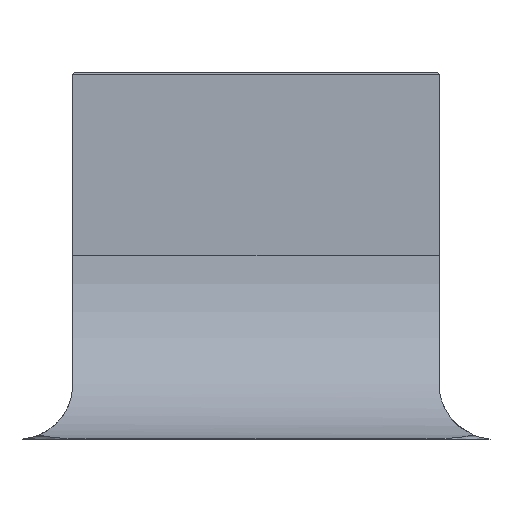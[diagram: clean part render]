
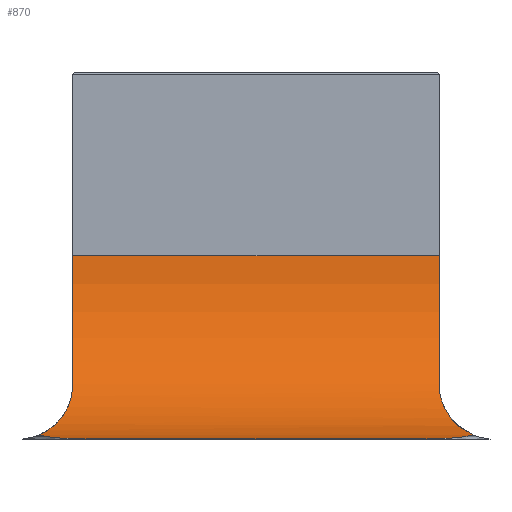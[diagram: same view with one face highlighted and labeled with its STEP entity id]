
A CAD part, left-side view. The second image highlights one B-rep face of the part: STEP entity #870.
In plain terms, the highlighted cylindrical face has radius 1.25 mm (diameter 2.5 mm), a partial arc.
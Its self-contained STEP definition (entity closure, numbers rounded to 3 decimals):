
#478 = EDGE_CURVE('',#479,#481,#483,.T.);
#479 = VERTEX_POINT('',#480);
#480 = CARTESIAN_POINT('',(-1.959,1.25,0.374));
#481 = VERTEX_POINT('',#482);
#482 = CARTESIAN_POINT('',(-2.595,1.482,
    0.027));
#483 = B_SPLINE_CURVE_WITH_KNOTS('',8,(#484,#485,#486,#487,#488,#489,
    #490,#491,#492,#493,#494,#495,#496,#497,#498,#499,#500,#501,#502,
    #503,#504,#505,#506,#507,#508,#509,#510,#511,#512,#513),
  .UNSPECIFIED.,.F.,.F.,(9,7,7,7,9),(0.,0.339,0.722,
    0.895,1.),.UNSPECIFIED.);
#484 = CARTESIAN_POINT('',(-1.959,1.25,0.374));
#485 = CARTESIAN_POINT('',(-1.987,1.25,0.346));
#486 = CARTESIAN_POINT('',(-2.017,1.252,0.318)
  );
#487 = CARTESIAN_POINT('',(-2.047,1.257,0.291
    ));
#488 = CARTESIAN_POINT('',(-2.08,1.264,0.265
    ));
#489 = CARTESIAN_POINT('',(-2.113,1.273,0.24
    ));
#490 = CARTESIAN_POINT('',(-2.147,1.283,0.216
    ));
#491 = CARTESIAN_POINT('',(-2.183,1.296,0.193));
#492 = CARTESIAN_POINT('',(-2.26,1.324,0.148
    ));
#493 = CARTESIAN_POINT('',(-2.302,1.341,0.126
    ));
#494 = CARTESIAN_POINT('',(-2.345,1.36,0.106
    ));
#495 = CARTESIAN_POINT('',(-2.388,1.38,
    0.087));
#496 = CARTESIAN_POINT('',(-2.433,1.401,
    0.071));
#497 = CARTESIAN_POINT('',(-2.478,1.423,
    0.056));
#498 = CARTESIAN_POINT('',(-2.523,1.446,
    0.044));
#499 = CARTESIAN_POINT('',(-2.59,1.48,
    0.028));
#500 = CARTESIAN_POINT('',(-2.61,1.49,
    0.024));
#501 = CARTESIAN_POINT('',(-2.63,1.5,
    0.02));
#502 = CARTESIAN_POINT('',(-2.65,1.51,
    0.017));
#503 = CARTESIAN_POINT('',(-2.671,1.521,
    0.013));
#504 = CARTESIAN_POINT('',(-2.693,1.531,
    0.011));
#505 = CARTESIAN_POINT('',(-2.715,1.542,
    0.008));
#506 = CARTESIAN_POINT('',(-2.749,1.558,
    0.005));
#507 = CARTESIAN_POINT('',(-2.761,1.563,
    0.004));
#508 = CARTESIAN_POINT('',(-2.774,1.569,
    0.003));
#509 = CARTESIAN_POINT('',(-2.788,1.574,
    0.002));
#510 = CARTESIAN_POINT('',(-2.802,1.579,
    0.002));
#511 = CARTESIAN_POINT('',(-2.817,1.584,
    0.001));
#512 = CARTESIAN_POINT('',(-2.833,1.586,
    0.001));
#513 = CARTESIAN_POINT('',(-2.85,1.586,0.001));
#727 = EDGE_CURVE('',#728,#730,#732,.T.);
#728 = VERTEX_POINT('',#729);
#729 = CARTESIAN_POINT('',(-2.595,-1.482,
    0.027));
#730 = VERTEX_POINT('',#731);
#731 = CARTESIAN_POINT('',(-1.959,-1.25,0.374));
#732 = B_SPLINE_CURVE_WITH_KNOTS('',8,(#733,#734,#735,#736,#737,#738,
    #739,#740,#741,#742,#743,#744,#745,#746,#747,#748,#749,#750,#751,
    #752,#753,#754,#755,#756,#757,#758,#759,#760,#761,#762),
  .UNSPECIFIED.,.F.,.F.,(9,7,7,7,9),(0.,0.118,0.277,
    0.658,1.),.UNSPECIFIED.);
#733 = CARTESIAN_POINT('',(-2.85,-1.586,0.001));
#734 = CARTESIAN_POINT('',(-2.831,-1.586,0.001));
#735 = CARTESIAN_POINT('',(-2.814,-1.583,
    0.001));
#736 = CARTESIAN_POINT('',(-2.797,-1.578,
    0.002));
#737 = CARTESIAN_POINT('',(-2.781,-1.572,
    0.003));
#738 = CARTESIAN_POINT('',(-2.766,-1.565,
    0.004));
#739 = CARTESIAN_POINT('',(-2.752,-1.559,
    0.005));
#740 = CARTESIAN_POINT('',(-2.738,-1.553,
    0.006));
#741 = CARTESIAN_POINT('',(-2.704,-1.537,
    0.009));
#742 = CARTESIAN_POINT('',(-2.684,-1.527,
    0.012));
#743 = CARTESIAN_POINT('',(-2.664,-1.517,
    0.015));
#744 = CARTESIAN_POINT('',(-2.645,-1.507,
    0.018));
#745 = CARTESIAN_POINT('',(-2.626,-1.498,
    0.021));
#746 = CARTESIAN_POINT('',(-2.607,-1.488,
    0.025));
#747 = CARTESIAN_POINT('',(-2.588,-1.479,
    0.029));
#748 = CARTESIAN_POINT('',(-2.523,-1.446,
    0.044));
#749 = CARTESIAN_POINT('',(-2.478,-1.423,
    0.056));
#750 = CARTESIAN_POINT('',(-2.433,-1.401,
    0.071));
#751 = CARTESIAN_POINT('',(-2.389,-1.38,
    0.087));
#752 = CARTESIAN_POINT('',(-2.346,-1.361,0.105
    ));
#753 = CARTESIAN_POINT('',(-2.303,-1.342,
    0.125));
#754 = CARTESIAN_POINT('',(-2.262,-1.325,0.147
    ));
#755 = CARTESIAN_POINT('',(-2.184,-1.296,
    0.192));
#756 = CARTESIAN_POINT('',(-2.149,-1.284,0.215
    ));
#757 = CARTESIAN_POINT('',(-2.114,-1.273,
    0.239));
#758 = CARTESIAN_POINT('',(-2.08,-1.264,
    0.264));
#759 = CARTESIAN_POINT('',(-2.048,-1.257,0.29)
  );
#760 = CARTESIAN_POINT('',(-2.017,-1.252,
    0.317));
#761 = CARTESIAN_POINT('',(-1.987,-1.25,0.345));
#762 = CARTESIAN_POINT('',(-1.959,-1.25,0.374));
#870 = ADVANCED_FACE('',(#871),#943,.F.);
#871 = FACE_BOUND('',#872,.T.);
#872 = EDGE_LOOP('',(#873,#882,#883,#902,#910,#927,#928,#937));
#873 = ORIENTED_EDGE('',*,*,#874,.T.);
#874 = EDGE_CURVE('',#875,#479,#877,.T.);
#875 = VERTEX_POINT('',#876);
#876 = CARTESIAN_POINT('',(-1.6,1.25,1.251));
#877 = CIRCLE('',#878,1.25);
#878 = AXIS2_PLACEMENT_3D('',#879,#880,#881);
#879 = CARTESIAN_POINT('',(-2.85,1.25,1.251));
#880 = DIRECTION('',(0.,1.,0.));
#881 = DIRECTION('',(1.,0.,0.));
#882 = ORIENTED_EDGE('',*,*,#478,.T.);
#883 = ORIENTED_EDGE('',*,*,#884,.F.);
#884 = EDGE_CURVE('',#885,#481,#887,.T.);
#885 = VERTEX_POINT('',#886);
#886 = CARTESIAN_POINT('',(-2.85,0.956,0.001));
#887 = B_SPLINE_CURVE_WITH_KNOTS('',7,(#888,#889,#890,#891,#892,#893,
    #894,#895,#896,#897,#898,#899,#900,#901),.UNSPECIFIED.,.F.,.F.,(8,6,
    8),(0.,0.617,1.),.UNSPECIFIED.);
#888 = CARTESIAN_POINT('',(-2.85,0.956,0.001));
#889 = CARTESIAN_POINT('',(-2.85,1.028,0.001));
#890 = CARTESIAN_POINT('',(-2.841,1.1,
    0.001));
#891 = CARTESIAN_POINT('',(-2.823,1.17,
    0.001));
#892 = CARTESIAN_POINT('',(-2.796,1.238,
    0.001));
#893 = CARTESIAN_POINT('',(-2.761,1.303,
    0.003));
#894 = CARTESIAN_POINT('',(-2.718,1.362,
    0.007));
#895 = CARTESIAN_POINT('',(-2.637,1.448,
    0.019));
#896 = CARTESIAN_POINT('',(-2.603,1.479,
    0.025));
#897 = CARTESIAN_POINT('',(-2.567,1.507,
    0.032));
#898 = CARTESIAN_POINT('',(-2.528,1.531,
    0.042));
#899 = CARTESIAN_POINT('',(-2.488,1.553,
    0.053));
#900 = CARTESIAN_POINT('',(-2.447,1.571,
    0.067));
#901 = CARTESIAN_POINT('',(-2.405,1.586,
    0.083));
#902 = ORIENTED_EDGE('',*,*,#903,.T.);
#903 = EDGE_CURVE('',#885,#904,#906,.T.);
#904 = VERTEX_POINT('',#905);
#905 = CARTESIAN_POINT('',(-2.85,-0.956,0.001));
#906 = LINE('',#907,#908);
#907 = CARTESIAN_POINT('',(-2.85,2.,0.001));
#908 = VECTOR('',#909,1.);
#909 = DIRECTION('',(0.,-1.,0.));
#910 = ORIENTED_EDGE('',*,*,#911,.T.);
#911 = EDGE_CURVE('',#904,#728,#912,.T.);
#912 = B_SPLINE_CURVE_WITH_KNOTS('',7,(#913,#914,#915,#916,#917,#918,
    #919,#920,#921,#922,#923,#924,#925,#926),.UNSPECIFIED.,.F.,.F.,(8,6,
    8),(0.,0.616,1.),.UNSPECIFIED.);
#913 = CARTESIAN_POINT('',(-2.85,-0.956,0.001));
#914 = CARTESIAN_POINT('',(-2.85,-1.028,0.001));
#915 = CARTESIAN_POINT('',(-2.841,-1.099,
    0.001));
#916 = CARTESIAN_POINT('',(-2.823,-1.17,
    0.001));
#917 = CARTESIAN_POINT('',(-2.797,-1.238,
    0.001));
#918 = CARTESIAN_POINT('',(-2.761,-1.302,
    0.003));
#919 = CARTESIAN_POINT('',(-2.719,-1.361,
    0.007));
#920 = CARTESIAN_POINT('',(-2.638,-1.447,
    0.019));
#921 = CARTESIAN_POINT('',(-2.604,-1.478,
    0.025));
#922 = CARTESIAN_POINT('',(-2.567,-1.506,
    0.032));
#923 = CARTESIAN_POINT('',(-2.529,-1.531,
    0.042));
#924 = CARTESIAN_POINT('',(-2.489,-1.553,
    0.053));
#925 = CARTESIAN_POINT('',(-2.448,-1.571,
    0.067));
#926 = CARTESIAN_POINT('',(-2.405,-1.586,
    0.083));
#927 = ORIENTED_EDGE('',*,*,#727,.T.);
#928 = ORIENTED_EDGE('',*,*,#929,.F.);
#929 = EDGE_CURVE('',#930,#730,#932,.T.);
#930 = VERTEX_POINT('',#931);
#931 = CARTESIAN_POINT('',(-1.6,-1.25,1.251));
#932 = CIRCLE('',#933,1.25);
#933 = AXIS2_PLACEMENT_3D('',#934,#935,#936);
#934 = CARTESIAN_POINT('',(-2.85,-1.25,1.251));
#935 = DIRECTION('',(0.,1.,0.));
#936 = DIRECTION('',(1.,0.,0.));
#937 = ORIENTED_EDGE('',*,*,#938,.F.);
#938 = EDGE_CURVE('',#875,#930,#939,.T.);
#939 = LINE('',#940,#941);
#940 = CARTESIAN_POINT('',(-1.6,2.,1.251));
#941 = VECTOR('',#942,1.);
#942 = DIRECTION('',(0.,-1.,0.));
#943 = CYLINDRICAL_SURFACE('',#944,1.25);
#944 = AXIS2_PLACEMENT_3D('',#945,#946,#947);
#945 = CARTESIAN_POINT('',(-2.85,2.,1.251));
#946 = DIRECTION('',(0.,1.,0.));
#947 = DIRECTION('',(1.,0.,0.));
